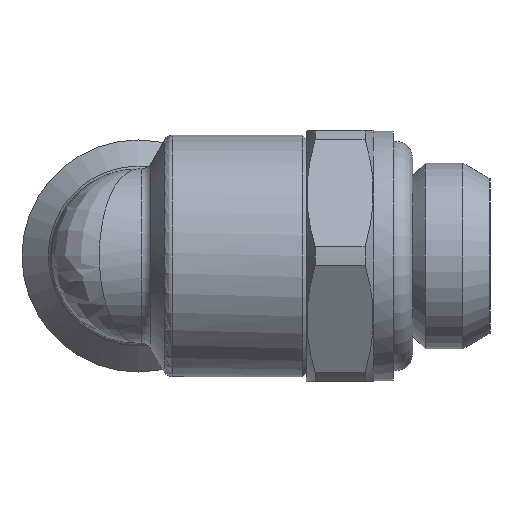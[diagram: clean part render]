
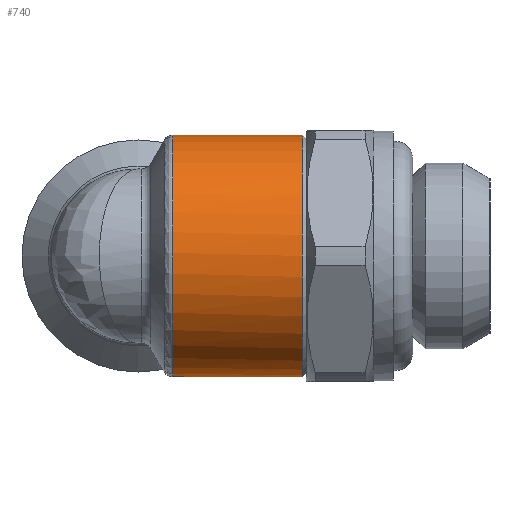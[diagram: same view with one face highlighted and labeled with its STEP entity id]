
A CAD part, left-side view. The second image highlights one B-rep face of the part: STEP entity #740.
In plain terms, the highlighted cylindrical face has radius 6.25 mm (diameter 12.5 mm), a full revolution.
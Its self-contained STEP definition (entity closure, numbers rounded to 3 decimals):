
#100=B_SPLINE_CURVE_WITH_KNOTS('',3,(#1158,#1159,#1160,#1161,#1162,#1163,
#1164,#1165,#1166,#1167,#1168,#1169,#1170,#1171,#1172,#1173,#1174,#1175,
#1176,#1177,#1178,#1179,#1180),.UNSPECIFIED.,.F.,.F.,(4,1,1,1,1,1,1,1,1,
1,1,1,1,1,1,1,1,1,1,1,4),(0.,0.031,0.063,0.125,0.188,0.25,0.313,0.375,
0.438,0.5,0.563,0.625,0.688,0.75,0.813,0.875,0.906,0.938,0.953,
0.969,1.),.UNSPECIFIED.);
#136=ORIENTED_EDGE('',*,*,#328,.T.);
#137=ORIENTED_EDGE('',*,*,#329,.T.);
#138=ORIENTED_EDGE('',*,*,#330,.T.);
#328=EDGE_CURVE('',#424,#424,#497,.T.);
#329=EDGE_CURVE('',#425,#426,#100,.T.);
#330=EDGE_CURVE('',#426,#425,#498,.T.);
#424=VERTEX_POINT('',#1157);
#425=VERTEX_POINT('',#1181);
#426=VERTEX_POINT('',#1182);
#497=CIRCLE('',#829,6.25);
#498=CIRCLE('',#830,6.25);
#543=EDGE_LOOP('',(#136));
#544=EDGE_LOOP('',(#137,#138));
#631=FACE_BOUND('',#543,.T.);
#632=FACE_BOUND('',#544,.T.);
#720=CYLINDRICAL_SURFACE('',#828,6.25);
#740=ADVANCED_FACE('',(#631,#632),#720,.T.);
#828=AXIS2_PLACEMENT_3D('',#1155,#934,#935);
#829=AXIS2_PLACEMENT_3D('',#1156,#936,#937);
#830=AXIS2_PLACEMENT_3D('',#1183,#938,#939);
#934=DIRECTION('',(0.,-1.,0.));
#935=DIRECTION('',(0.,0.,1.));
#936=DIRECTION('',(0.,1.,0.));
#937=DIRECTION('',(0.,0.,1.));
#938=DIRECTION('',(0.,-1.,0.));
#939=DIRECTION('',(0.,0.,1.));
#1155=CARTESIAN_POINT('',(0.,5.805,0.));
#1156=CARTESIAN_POINT('',(0.,-8.5,0.));
#1157=CARTESIAN_POINT('',(0.,-8.5,6.25));
#1158=CARTESIAN_POINT('',(4.514,-1.789,-4.323));
#1159=CARTESIAN_POINT('',(4.559,-1.919,-4.276));
#1160=CARTESIAN_POINT('',(4.635,-2.127,-4.194));
#1161=CARTESIAN_POINT('',(4.81,-2.546,-3.995));
#1162=CARTESIAN_POINT('',(5.051,-3.044,-3.693));
#1163=CARTESIAN_POINT('',(5.35,-3.59,-3.246));
#1164=CARTESIAN_POINT('',(5.629,-4.053,-2.741));
#1165=CARTESIAN_POINT('',(5.893,-4.468,-2.118));
#1166=CARTESIAN_POINT('',(6.084,-4.756,-1.487));
#1167=CARTESIAN_POINT('',(6.222,-4.959,-0.741));
#1168=CARTESIAN_POINT('',(6.264,-5.02,0.));
#1169=CARTESIAN_POINT('',(6.222,-4.959,0.741));
#1170=CARTESIAN_POINT('',(6.084,-4.756,1.487));
#1171=CARTESIAN_POINT('',(5.893,-4.468,2.118));
#1172=CARTESIAN_POINT('',(5.629,-4.053,2.741));
#1173=CARTESIAN_POINT('',(5.35,-3.59,3.246));
#1174=CARTESIAN_POINT('',(5.099,-3.131,3.622));
#1175=CARTESIAN_POINT('',(4.906,-2.745,3.874));
#1176=CARTESIAN_POINT('',(4.789,-2.491,4.018));
#1177=CARTESIAN_POINT('',(4.695,-2.273,4.125));
#1178=CARTESIAN_POINT('',(4.624,-2.097,4.205));
#1179=CARTESIAN_POINT('',(4.566,-1.935,4.269));
#1180=CARTESIAN_POINT('',(4.514,-1.789,4.323));
#1181=CARTESIAN_POINT('',(4.514,-1.789,-4.323));
#1182=CARTESIAN_POINT('',(4.514,-1.789,4.323));
#1183=CARTESIAN_POINT('',(0.,-1.789,0.));
